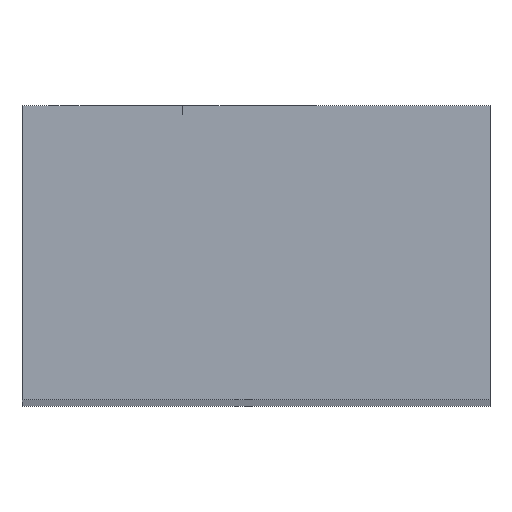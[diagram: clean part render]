
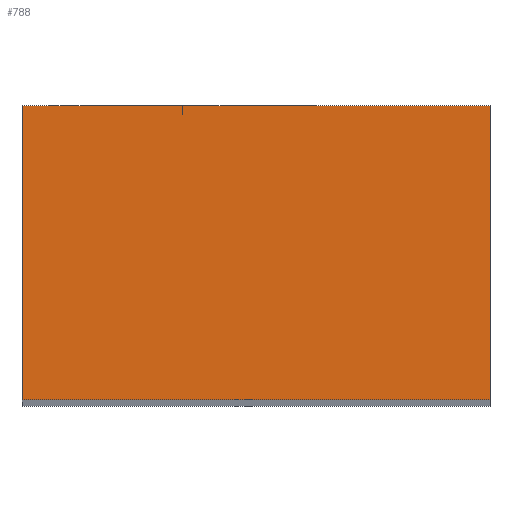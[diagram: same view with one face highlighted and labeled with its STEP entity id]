
A CAD part, top view. The second image highlights one B-rep face of the part: STEP entity #788.
In plain terms, the highlighted planar face has unit normal (0, 0, 1).
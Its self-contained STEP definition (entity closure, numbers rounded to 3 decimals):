
#3 = CARTESIAN_POINT ( 'NONE',  ( 0., 0., 0. ) ) ;
#7 = EDGE_CURVE ( 'NONE', #342, #762, #844, .T. ) ;
#8 = CARTESIAN_POINT ( 'NONE',  ( 35., 0., 0. ) ) ;
#23 = VERTEX_POINT ( 'NONE', #260 ) ;
#60 = EDGE_CURVE ( 'NONE', #515, #23, #418, .T. ) ;
#61 = DIRECTION ( 'NONE',  ( -1., 0., 0. ) ) ;
#85 = CARTESIAN_POINT ( 'NONE',  ( 35., 0., 0. ) ) ;
#87 = ORIENTED_EDGE ( 'NONE', *, *, #514, .F. ) ;
#91 = CARTESIAN_POINT ( 'NONE',  ( 0., 22., 0. ) ) ;
#158 = VECTOR ( 'NONE', #285, 1000. ) ;
#230 = VECTOR ( 'NONE', #982, 1000. ) ;
#231 = ORIENTED_EDGE ( 'NONE', *, *, #60, .F. ) ;
#260 = CARTESIAN_POINT ( 'NONE',  ( 0., 0., 0. ) ) ;
#285 = DIRECTION ( 'NONE',  ( 0., -1., 0. ) ) ;
#342 = VERTEX_POINT ( 'NONE', #1029 ) ;
#357 = DIRECTION ( 'NONE',  ( 0., -1., 0. ) ) ;
#377 = LINE ( 'NONE', #1193, #1086 ) ;
#418 = LINE ( 'NONE', #689, #625 ) ;
#431 = FACE_OUTER_BOUND ( 'NONE', #890, .T. ) ;
#496 = LINE ( 'NONE', #3, #158 ) ;
#514 = EDGE_CURVE ( 'NONE', #342, #515, #377, .T. ) ;
#515 = VERTEX_POINT ( 'NONE', #85 ) ;
#541 = DIRECTION ( 'NONE',  ( 0., 0., -1. ) ) ;
#625 = VECTOR ( 'NONE', #61, 1000. ) ;
#689 = CARTESIAN_POINT ( 'NONE',  ( 35., 0., 0. ) ) ;
#711 = ORIENTED_EDGE ( 'NONE', *, *, #792, .T. ) ;
#714 = AXIS2_PLACEMENT_3D ( 'NONE', #8, #541, #920 ) ;
#762 = VERTEX_POINT ( 'NONE', #91 ) ;
#788 = ADVANCED_FACE ( 'NONE', ( #431 ), #918, .F. ) ;
#792 = EDGE_CURVE ( 'NONE', #762, #23, #496, .T. ) ;
#844 = LINE ( 'NONE', #891, #230 ) ;
#890 = EDGE_LOOP ( 'NONE', ( #711, #231, #87, #1185 ) ) ;
#891 = CARTESIAN_POINT ( 'NONE',  ( 35., 22., 0. ) ) ;
#918 = PLANE ( 'NONE',  #714 ) ;
#920 = DIRECTION ( 'NONE',  ( -1., 0., 0. ) ) ;
#982 = DIRECTION ( 'NONE',  ( -1., 0., 0. ) ) ;
#1029 = CARTESIAN_POINT ( 'NONE',  ( 35., 22., 0. ) ) ;
#1086 = VECTOR ( 'NONE', #357, 1000. ) ;
#1185 = ORIENTED_EDGE ( 'NONE', *, *, #7, .T. ) ;
#1193 = CARTESIAN_POINT ( 'NONE',  ( 35., 0., 0. ) ) ;
